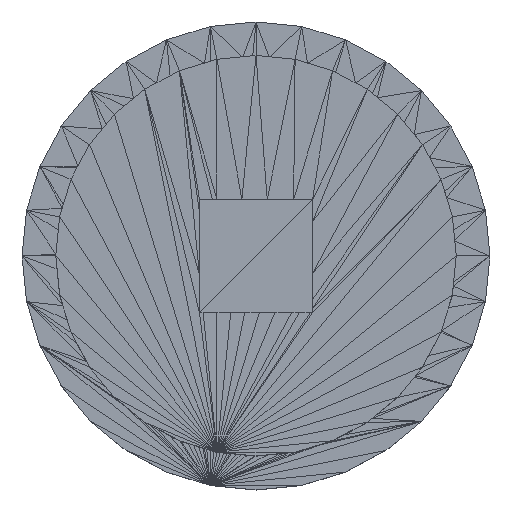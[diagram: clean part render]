
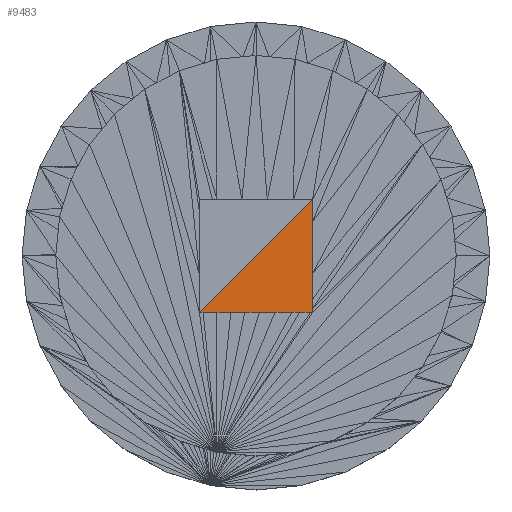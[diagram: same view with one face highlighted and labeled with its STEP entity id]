
A CAD part, top view. The second image highlights one B-rep face of the part: STEP entity #9483.
In plain terms, the highlighted planar face has unit normal (0, 0, 1).
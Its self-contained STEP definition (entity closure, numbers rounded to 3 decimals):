
#244 = VERTEX_POINT('',#245);
#245 = CARTESIAN_POINT('',(79.765,36.695,
    10.55));
#9464 = EDGE_CURVE('',#9465,#244,#9467,.T.);
#9465 = VERTEX_POINT('',#9466);
#9466 = CARTESIAN_POINT('',(83.875,36.695,10.55));
#9467 = LINE('',#9468,#9469);
#9468 = CARTESIAN_POINT('',(83.875,36.695,10.55));
#9469 = VECTOR('',#9470,1.);
#9470 = DIRECTION('',(-1.,0.,0.));
#9483 = ADVANCED_FACE('',(#9484),#9501,.T.);
#9484 = FACE_BOUND('',#9485,.T.);
#9485 = EDGE_LOOP('',(#9486,#9494,#9495));
#9486 = ORIENTED_EDGE('',*,*,#9487,.T.);
#9487 = EDGE_CURVE('',#9488,#244,#9490,.T.);
#9488 = VERTEX_POINT('',#9489);
#9489 = CARTESIAN_POINT('',(83.875,40.805,10.55));
#9490 = LINE('',#9491,#9492);
#9491 = CARTESIAN_POINT('',(83.875,40.805,10.55));
#9492 = VECTOR('',#9493,1.);
#9493 = DIRECTION('',(-0.707,-0.707,0.));
#9494 = ORIENTED_EDGE('',*,*,#9464,.F.);
#9495 = ORIENTED_EDGE('',*,*,#9496,.T.);
#9496 = EDGE_CURVE('',#9465,#9488,#9497,.T.);
#9497 = LINE('',#9498,#9499);
#9498 = CARTESIAN_POINT('',(83.875,36.695,10.55));
#9499 = VECTOR('',#9500,1.);
#9500 = DIRECTION('',(0.,1.,0.));
#9501 = PLANE('',#9502);
#9502 = AXIS2_PLACEMENT_3D('',#9503,#9504,#9505);
#9503 = CARTESIAN_POINT('',(82.422,38.148,
    10.55));
#9504 = DIRECTION('',(0.,0.,1.));
#9505 = DIRECTION('',(1.,0.,-0.));
